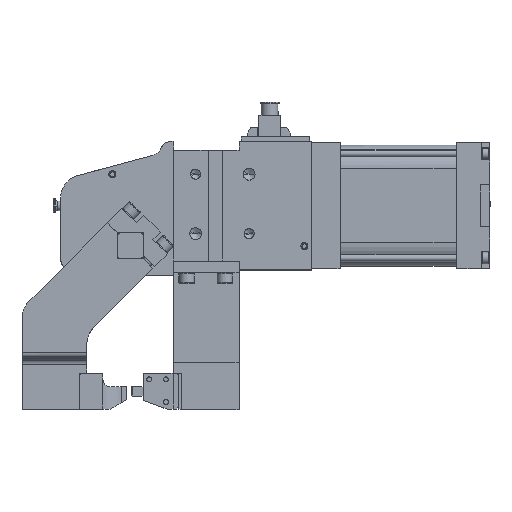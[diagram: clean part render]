
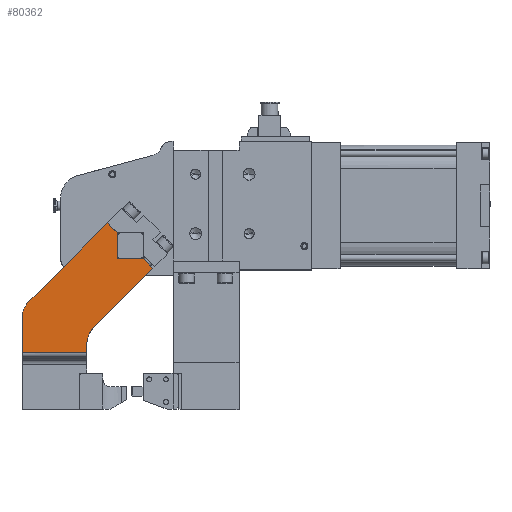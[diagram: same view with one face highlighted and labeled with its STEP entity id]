
A CAD part, top view. The second image highlights one B-rep face of the part: STEP entity #80362.
In plain terms, the highlighted planar face has unit normal (0, 0, 1).
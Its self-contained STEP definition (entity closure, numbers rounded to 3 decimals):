
#79672=CARTESIAN_POINT('Vertex',(-90.,91.,78.)) ;
#79675=CARTESIAN_POINT('Line Origine',(-75.55,91.,78.)) ;
#79679=CARTESIAN_POINT('Vertex',(-61.101,91.,78.)) ;
#79926=CARTESIAN_POINT('Vertex',(-82.968,36.5,78.)) ;
#79929=CARTESIAN_POINT('Line Origine',(-86.484,36.5,78.)) ;
#79933=CARTESIAN_POINT('Vertex',(-90.,36.5,78.)) ;
#80253=CARTESIAN_POINT('Line Origine',(-90.,12.946,78.)) ;
#80265=CARTESIAN_POINT('Axis2P3D Location',(-61.768,44.992,78.)) ;
#80270=CARTESIAN_POINT('Axis2P3D Location',(-82.968,16.5,78.)) ;
#80274=CARTESIAN_POINT('Vertex',(-75.314,34.978,78.)) ;
#80277=CARTESIAN_POINT('Axis2P3D Location',(-82.968,16.5,78.)) ;
#80281=CARTESIAN_POINT('Vertex',(-68.826,30.642,78.)) ;
#80284=CARTESIAN_POINT('Line Origine',(-43.959,5.775,78.)) ;
#80288=CARTESIAN_POINT('Vertex',(-19.092,-19.092,78.)) ;
#80291=CARTESIAN_POINT('Line Origine',(-15.046,-15.046,78.)) ;
#80295=CARTESIAN_POINT('Vertex',(-11.,-11.,78.)) ;
#80298=CARTESIAN_POINT('Line Origine',(-11.,0.,78.)) ;
#80302=CARTESIAN_POINT('Vertex',(-11.,11.,78.)) ;
#80305=CARTESIAN_POINT('Line Origine',(0.,11.,78.)) ;
#80309=CARTESIAN_POINT('Vertex',(11.,11.,78.)) ;
#80312=CARTESIAN_POINT('Line Origine',(15.046,15.046,78.)) ;
#80316=CARTESIAN_POINT('Vertex',(19.092,19.092,78.)) ;
#80319=CARTESIAN_POINT('Line Origine',(-13.933,52.117,78.)) ;
#80323=CARTESIAN_POINT('Vertex',(-46.958,85.142,78.)) ;
#80327=CARTESIAN_POINT('Control Point',(-53.447,89.478,78.)) ;
#80328=CARTESIAN_POINT('Control Point',(-53.076,89.324,78.)) ;
#80329=CARTESIAN_POINT('Control Point',(-52.71,89.161,78.)) ;
#80330=CARTESIAN_POINT('Control Point',(-52.347,88.989,78.)) ;
#80331=CARTESIAN_POINT('Control Point',(-50.945,88.281,78.)) ;
#80332=CARTESIAN_POINT('Control Point',(-49.615,87.436,78.)) ;
#80333=CARTESIAN_POINT('Control Point',(-48.673,86.736,78.)) ;
#80334=CARTESIAN_POINT('Control Point',(-47.786,85.969,78.)) ;
#80335=CARTESIAN_POINT('Control Point',(-46.958,85.142,78.)) ;
#80336=CARTESIAN_POINT('Vertex',(-53.447,89.478,78.)) ;
#80340=CARTESIAN_POINT('Control Point',(-61.101,91.,78.)) ;
#80341=CARTESIAN_POINT('Control Point',(-59.53,91.,78.)) ;
#80342=CARTESIAN_POINT('Control Point',(-57.959,90.846,78.)) ;
#80343=CARTESIAN_POINT('Control Point',(-56.408,90.537,78.)) ;
#80344=CARTESIAN_POINT('Control Point',(-54.898,90.079,78.)) ;
#80345=CARTESIAN_POINT('Control Point',(-53.447,89.478,78.)) ;
#79676=DIRECTION('Vector Direction',(1.,0.,0.)) ;
#79930=DIRECTION('Vector Direction',(-1.,0.,0.)) ;
#80254=DIRECTION('Vector Direction',(0.,-1.,0.)) ;
#80266=DIRECTION('Axis2P3D Direction',(0.,0.,1.)) ;
#80267=DIRECTION('Axis2P3D XDirection',(1.,0.,0.)) ;
#80271=DIRECTION('Axis2P3D Direction',(0.,0.,1.)) ;
#80278=DIRECTION('Axis2P3D Direction',(0.,0.,1.)) ;
#80285=DIRECTION('Vector Direction',(-0.707,0.707,0.)) ;
#80292=DIRECTION('Vector Direction',(-0.707,-0.707,0.)) ;
#80299=DIRECTION('Vector Direction',(0.,-1.,0.)) ;
#80306=DIRECTION('Vector Direction',(-1.,0.,0.)) ;
#80313=DIRECTION('Vector Direction',(-0.707,-0.707,0.)) ;
#80320=DIRECTION('Vector Direction',(0.707,-0.707,0.)) ;
#80268=AXIS2_PLACEMENT_3D('Plane Axis2P3D',#80265,#80266,#80267) ;
#80272=AXIS2_PLACEMENT_3D('Circle Axis2P3D',#80270,#80271,$) ;
#80279=AXIS2_PLACEMENT_3D('Circle Axis2P3D',#80277,#80278,$) ;
#80348=ORIENTED_EDGE('',*,*,#80257,.F.) ;
#80349=ORIENTED_EDGE('',*,*,#79935,.F.) ;
#80350=ORIENTED_EDGE('',*,*,#80276,.F.) ;
#80351=ORIENTED_EDGE('',*,*,#80283,.F.) ;
#80352=ORIENTED_EDGE('',*,*,#80290,.F.) ;
#80353=ORIENTED_EDGE('',*,*,#80297,.F.) ;
#80354=ORIENTED_EDGE('',*,*,#80304,.F.) ;
#80355=ORIENTED_EDGE('',*,*,#80311,.F.) ;
#80356=ORIENTED_EDGE('',*,*,#80318,.F.) ;
#80357=ORIENTED_EDGE('',*,*,#80325,.F.) ;
#80358=ORIENTED_EDGE('',*,*,#80338,.F.) ;
#80359=ORIENTED_EDGE('',*,*,#80346,.F.) ;
#80360=ORIENTED_EDGE('',*,*,#79681,.F.) ;
#79677=VECTOR('Line Direction',#79676,1.) ;
#79931=VECTOR('Line Direction',#79930,1.) ;
#80255=VECTOR('Line Direction',#80254,1.) ;
#80286=VECTOR('Line Direction',#80285,1.) ;
#80293=VECTOR('Line Direction',#80292,1.) ;
#80300=VECTOR('Line Direction',#80299,1.) ;
#80307=VECTOR('Line Direction',#80306,1.) ;
#80314=VECTOR('Line Direction',#80313,1.) ;
#80321=VECTOR('Line Direction',#80320,1.) ;
#80362=ADVANCED_FACE('Volumenk\X2\00F6\X0\rper1',(#80361),#80269,.T.) ;
#80326=B_SPLINE_CURVE_WITH_KNOTS('',5,(#80327,#80328,#80329,#80330,#80331,#80332,#80333,#80334,#80335),.UNSPECIFIED.,.F.,.U.,(6,3,6),(11.107,13.943,22.214),.UNSPECIFIED.) ;
#80339=B_SPLINE_CURVE_WITH_KNOTS('',5,(#80340,#80341,#80342,#80343,#80344,#80345),.UNSPECIFIED.,.F.,.U.,(6,6),(0.,11.107),.UNSPECIFIED.) ;
#80273=CIRCLE('generated circle',#80272,20.) ;
#80280=CIRCLE('generated circle',#80279,20.) ;
#79681=EDGE_CURVE('',#79673,#79680,#79678,.T.) ;
#79935=EDGE_CURVE('',#79927,#79934,#79932,.T.) ;
#80257=EDGE_CURVE('',#79934,#79673,#80256,.F.) ;
#80276=EDGE_CURVE('',#80275,#79927,#80273,.T.) ;
#80283=EDGE_CURVE('',#80282,#80275,#80280,.T.) ;
#80290=EDGE_CURVE('',#80289,#80282,#80287,.T.) ;
#80297=EDGE_CURVE('',#80296,#80289,#80294,.T.) ;
#80304=EDGE_CURVE('',#80303,#80296,#80301,.T.) ;
#80311=EDGE_CURVE('',#80310,#80303,#80308,.T.) ;
#80318=EDGE_CURVE('',#80317,#80310,#80315,.T.) ;
#80325=EDGE_CURVE('',#80324,#80317,#80322,.T.) ;
#80338=EDGE_CURVE('',#80337,#80324,#80326,.T.) ;
#80346=EDGE_CURVE('',#79680,#80337,#80339,.T.) ;
#80347=EDGE_LOOP('',(#80348,#80349,#80350,#80351,#80352,#80353,#80354,#80355,#80356,#80357,#80358,#80359,#80360)) ;
#80361=FACE_OUTER_BOUND('',#80347,.T.) ;
#79678=LINE('Line',#79675,#79677) ;
#79932=LINE('Line',#79929,#79931) ;
#80256=LINE('Line',#80253,#80255) ;
#80287=LINE('Line',#80284,#80286) ;
#80294=LINE('Line',#80291,#80293) ;
#80301=LINE('Line',#80298,#80300) ;
#80308=LINE('Line',#80305,#80307) ;
#80315=LINE('Line',#80312,#80314) ;
#80322=LINE('Line',#80319,#80321) ;
#80269=PLANE('Plane',#80268) ;
#79673=VERTEX_POINT('',#79672) ;
#79680=VERTEX_POINT('',#79679) ;
#79927=VERTEX_POINT('',#79926) ;
#79934=VERTEX_POINT('',#79933) ;
#80275=VERTEX_POINT('',#80274) ;
#80282=VERTEX_POINT('',#80281) ;
#80289=VERTEX_POINT('',#80288) ;
#80296=VERTEX_POINT('',#80295) ;
#80303=VERTEX_POINT('',#80302) ;
#80310=VERTEX_POINT('',#80309) ;
#80317=VERTEX_POINT('',#80316) ;
#80324=VERTEX_POINT('',#80323) ;
#80337=VERTEX_POINT('',#80336) ;
